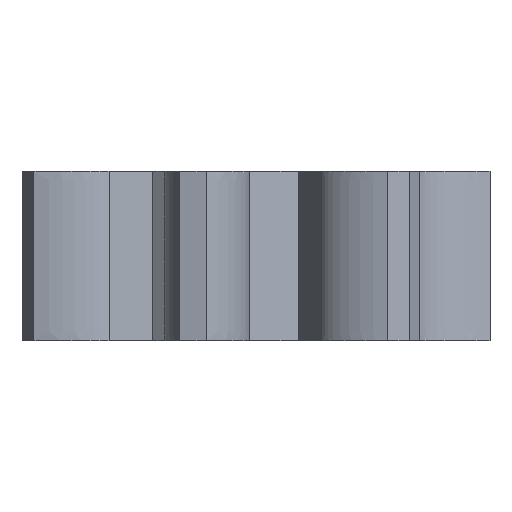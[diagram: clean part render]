
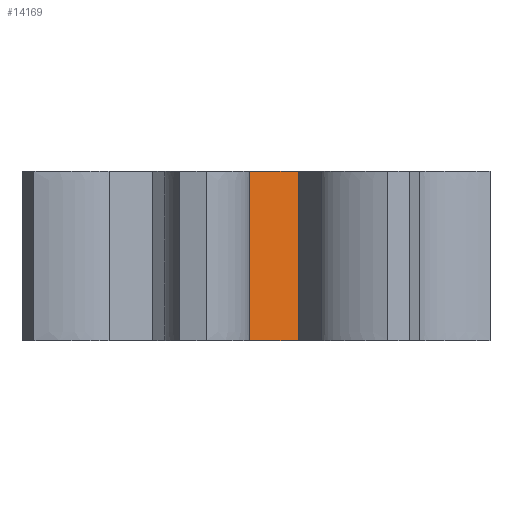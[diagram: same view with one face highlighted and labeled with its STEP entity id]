
A CAD part, front view. The second image highlights one B-rep face of the part: STEP entity #14169.
In plain terms, the highlighted face is a extrusion surface.
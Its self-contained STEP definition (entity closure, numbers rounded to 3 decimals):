
#93 = PLANE('',#94);
#94 = AXIS2_PLACEMENT_3D('',#95,#96,#97);
#95 = CARTESIAN_POINT('',(0.,0.,3.125));
#96 = DIRECTION('',(0.,0.,1.));
#97 = DIRECTION('',(1.,0.,0.));
#168 = PLANE('',#169);
#169 = AXIS2_PLACEMENT_3D('',#170,#171,#172);
#170 = CARTESIAN_POINT('',(0.,0.,0.));
#171 = DIRECTION('',(0.,0.,1.));
#172 = DIRECTION('',(1.,0.,0.));
#1899 = VERTEX_POINT('',#1900);
#1900 = CARTESIAN_POINT('',(0.034,-2.25,0.));
#1912 = SURFACE_OF_LINEAR_EXTRUSION('',#1913,#1916);
#1913 = B_SPLINE_CURVE_WITH_KNOTS('',1,(#1914,#1915),.UNSPECIFIED.,.F.,
  .F.,(2,2),(0.,1.039),.PIECEWISE_BEZIER_KNOTS.);
#1914 = CARTESIAN_POINT('',(0.049,-3.289,0.));
#1915 = CARTESIAN_POINT('',(0.034,-2.25,0.));
#1916 = VECTOR('',#1917,1.);
#1917 = DIRECTION('',(-0.,-0.,-1.));
#1925 = EDGE_CURVE('',#1899,#1926,#1928,.T.);
#1926 = VERTEX_POINT('',#1927);
#1927 = CARTESIAN_POINT('',(0.946,-2.042,0.));
#1928 = SURFACE_CURVE('',#1929,(#1932,#1938),.PCURVE_S1.);
#1929 = B_SPLINE_CURVE_WITH_KNOTS('',1,(#1930,#1931),.UNSPECIFIED.,.F.,
  .F.,(2,2),(0.,0.936),.PIECEWISE_BEZIER_KNOTS.);
#1930 = CARTESIAN_POINT('',(0.034,-2.25,0.));
#1931 = CARTESIAN_POINT('',(0.946,-2.042,0.));
#1932 = PCURVE('',#168,#1933);
#1933 = DEFINITIONAL_REPRESENTATION('',(#1934),#1937);
#1934 = B_SPLINE_CURVE_WITH_KNOTS('',1,(#1935,#1936),.UNSPECIFIED.,.F.,
  .F.,(2,2),(0.,0.936),.PIECEWISE_BEZIER_KNOTS.);
#1935 = CARTESIAN_POINT('',(0.034,-2.25));
#1936 = CARTESIAN_POINT('',(0.946,-2.042));
#1937 = ( GEOMETRIC_REPRESENTATION_CONTEXT(2) 
PARAMETRIC_REPRESENTATION_CONTEXT() REPRESENTATION_CONTEXT('2D SPACE',''
  ) );
#1938 = PCURVE('',#1939,#1945);
#1939 = SURFACE_OF_LINEAR_EXTRUSION('',#1940,#1943);
#1940 = B_SPLINE_CURVE_WITH_KNOTS('',1,(#1941,#1942),.UNSPECIFIED.,.F.,
  .F.,(2,2),(0.,0.936),.PIECEWISE_BEZIER_KNOTS.);
#1941 = CARTESIAN_POINT('',(0.034,-2.25,0.));
#1942 = CARTESIAN_POINT('',(0.946,-2.042,0.));
#1943 = VECTOR('',#1944,1.);
#1944 = DIRECTION('',(-0.,-0.,-1.));
#1945 = DEFINITIONAL_REPRESENTATION('',(#1946),#1950);
#1946 = LINE('',#1947,#1948);
#1947 = CARTESIAN_POINT('',(0.,0.));
#1948 = VECTOR('',#1949,1.);
#1949 = DIRECTION('',(1.,0.));
#1950 = ( GEOMETRIC_REPRESENTATION_CONTEXT(2) 
PARAMETRIC_REPRESENTATION_CONTEXT() REPRESENTATION_CONTEXT('2D SPACE',''
  ) );
#1966 = SURFACE_OF_LINEAR_EXTRUSION('',#1967,#1970);
#1967 = B_SPLINE_CURVE_WITH_KNOTS('',1,(#1968,#1969),.UNSPECIFIED.,.F.,
  .F.,(2,2),(0.,1.039),.PIECEWISE_BEZIER_KNOTS.);
#1968 = CARTESIAN_POINT('',(0.946,-2.042,0.));
#1969 = CARTESIAN_POINT('',(1.383,-2.984,0.));
#1970 = VECTOR('',#1971,1.);
#1971 = DIRECTION('',(-0.,-0.,-1.));
#3327 = VERTEX_POINT('',#3328);
#3328 = CARTESIAN_POINT('',(0.034,-2.25,3.125));
#3347 = EDGE_CURVE('',#3327,#3348,#3350,.T.);
#3348 = VERTEX_POINT('',#3349);
#3349 = CARTESIAN_POINT('',(0.946,-2.042,3.125));
#3350 = SURFACE_CURVE('',#3351,(#3354,#3360),.PCURVE_S1.);
#3351 = B_SPLINE_CURVE_WITH_KNOTS('',1,(#3352,#3353),.UNSPECIFIED.,.F.,
  .F.,(2,2),(0.,0.936),.PIECEWISE_BEZIER_KNOTS.);
#3352 = CARTESIAN_POINT('',(0.034,-2.25,3.125));
#3353 = CARTESIAN_POINT('',(0.946,-2.042,3.125));
#3354 = PCURVE('',#93,#3355);
#3355 = DEFINITIONAL_REPRESENTATION('',(#3356),#3359);
#3356 = B_SPLINE_CURVE_WITH_KNOTS('',1,(#3357,#3358),.UNSPECIFIED.,.F.,
  .F.,(2,2),(0.,0.936),.PIECEWISE_BEZIER_KNOTS.);
#3357 = CARTESIAN_POINT('',(0.034,-2.25));
#3358 = CARTESIAN_POINT('',(0.946,-2.042));
#3359 = ( GEOMETRIC_REPRESENTATION_CONTEXT(2) 
PARAMETRIC_REPRESENTATION_CONTEXT() REPRESENTATION_CONTEXT('2D SPACE',''
  ) );
#3360 = PCURVE('',#1939,#3361);
#3361 = DEFINITIONAL_REPRESENTATION('',(#3362),#3366);
#3362 = LINE('',#3363,#3364);
#3363 = CARTESIAN_POINT('',(0.,-3.125));
#3364 = VECTOR('',#3365,1.);
#3365 = DIRECTION('',(1.,0.));
#3366 = ( GEOMETRIC_REPRESENTATION_CONTEXT(2) 
PARAMETRIC_REPRESENTATION_CONTEXT() REPRESENTATION_CONTEXT('2D SPACE',''
  ) );
#14119 = EDGE_CURVE('',#1926,#3348,#14120,.T.);
#14120 = SURFACE_CURVE('',#14121,(#14125,#14132),.PCURVE_S1.);
#14121 = LINE('',#14122,#14123);
#14122 = CARTESIAN_POINT('',(0.946,-2.042,0.));
#14123 = VECTOR('',#14124,1.);
#14124 = DIRECTION('',(0.,0.,1.));
#14125 = PCURVE('',#1966,#14126);
#14126 = DEFINITIONAL_REPRESENTATION('',(#14127),#14131);
#14127 = LINE('',#14128,#14129);
#14128 = CARTESIAN_POINT('',(0.,0.));
#14129 = VECTOR('',#14130,1.);
#14130 = DIRECTION('',(0.,-1.));
#14131 = ( GEOMETRIC_REPRESENTATION_CONTEXT(2) 
PARAMETRIC_REPRESENTATION_CONTEXT() REPRESENTATION_CONTEXT('2D SPACE',''
  ) );
#14132 = PCURVE('',#1939,#14133);
#14133 = DEFINITIONAL_REPRESENTATION('',(#14134),#14138);
#14134 = LINE('',#14135,#14136);
#14135 = CARTESIAN_POINT('',(0.936,0.));
#14136 = VECTOR('',#14137,1.);
#14137 = DIRECTION('',(0.,-1.));
#14138 = ( GEOMETRIC_REPRESENTATION_CONTEXT(2) 
PARAMETRIC_REPRESENTATION_CONTEXT() REPRESENTATION_CONTEXT('2D SPACE',''
  ) );
#14169 = ADVANCED_FACE('',(#14170),#1939,.F.);
#14170 = FACE_BOUND('',#14171,.F.);
#14171 = EDGE_LOOP('',(#14172,#14193,#14194,#14195));
#14172 = ORIENTED_EDGE('',*,*,#14173,.T.);
#14173 = EDGE_CURVE('',#1899,#3327,#14174,.T.);
#14174 = SURFACE_CURVE('',#14175,(#14179,#14186),.PCURVE_S1.);
#14175 = LINE('',#14176,#14177);
#14176 = CARTESIAN_POINT('',(0.034,-2.25,0.));
#14177 = VECTOR('',#14178,1.);
#14178 = DIRECTION('',(0.,0.,1.));
#14179 = PCURVE('',#1939,#14180);
#14180 = DEFINITIONAL_REPRESENTATION('',(#14181),#14185);
#14181 = LINE('',#14182,#14183);
#14182 = CARTESIAN_POINT('',(0.,0.));
#14183 = VECTOR('',#14184,1.);
#14184 = DIRECTION('',(0.,-1.));
#14185 = ( GEOMETRIC_REPRESENTATION_CONTEXT(2) 
PARAMETRIC_REPRESENTATION_CONTEXT() REPRESENTATION_CONTEXT('2D SPACE',''
  ) );
#14186 = PCURVE('',#1912,#14187);
#14187 = DEFINITIONAL_REPRESENTATION('',(#14188),#14192);
#14188 = LINE('',#14189,#14190);
#14189 = CARTESIAN_POINT('',(1.039,0.));
#14190 = VECTOR('',#14191,1.);
#14191 = DIRECTION('',(0.,-1.));
#14192 = ( GEOMETRIC_REPRESENTATION_CONTEXT(2) 
PARAMETRIC_REPRESENTATION_CONTEXT() REPRESENTATION_CONTEXT('2D SPACE',''
  ) );
#14193 = ORIENTED_EDGE('',*,*,#3347,.T.);
#14194 = ORIENTED_EDGE('',*,*,#14119,.F.);
#14195 = ORIENTED_EDGE('',*,*,#1925,.F.);
